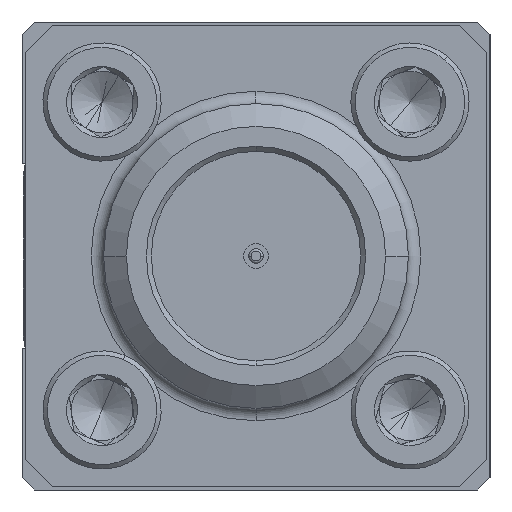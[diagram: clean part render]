
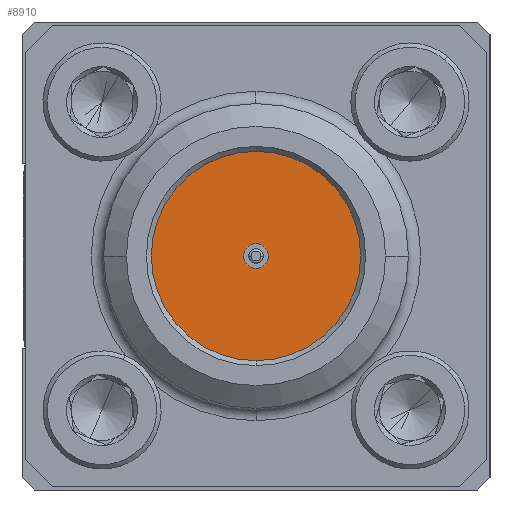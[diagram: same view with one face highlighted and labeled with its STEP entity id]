
A CAD part, left-side view. The second image highlights one B-rep face of the part: STEP entity #8910.
In plain terms, the highlighted planar face has unit normal (-1, 0, 0).
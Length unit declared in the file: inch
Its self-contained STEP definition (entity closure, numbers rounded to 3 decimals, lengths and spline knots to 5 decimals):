
#1125 = DIRECTION ( 'NONE',  ( 0., 0., 1. ) ) ;
#1259 = EDGE_LOOP ( 'NONE', ( #15636, #2298 ) ) ;
#2298 = ORIENTED_EDGE ( 'NONE', *, *, #21843, .T. ) ;
#2872 = EDGE_CURVE ( 'NONE', #18827, #22974, #17129, .T. ) ;
#3101 = FACE_OUTER_BOUND ( 'NONE', #1259, .T. ) ;
#6067 = VERTEX_POINT ( 'NONE', #32818 ) ;
#7524 = DIRECTION ( 'NONE',  ( -1., 0., 0. ) ) ;
#8910 = ADVANCED_FACE ( 'NONE', ( #34669, #3101 ), #36259, .T. ) ;
#10286 = DIRECTION ( 'NONE',  ( -1., 0., 0. ) ) ;
#10673 = DIRECTION ( 'NONE',  ( -1., 0., 0. ) ) ;
#14986 = AXIS2_PLACEMENT_3D ( 'NONE', #32794, #21296, #32930 ) ;
#15080 = AXIS2_PLACEMENT_3D ( 'NONE', #35296, #29651, #26592 ) ;
#15636 = ORIENTED_EDGE ( 'NONE', *, *, #21997, .T. ) ;
#15711 = CIRCLE ( 'NONE', #14986, 0.085 ) ;
#15922 = CARTESIAN_POINT ( 'NONE',  ( -0.36541, 0.08795, 0.30693 ) ) ;
#17129 = CIRCLE ( 'NONE', #15080, 0.01 ) ;
#18827 = VERTEX_POINT ( 'NONE', #33233 ) ;
#19688 = DIRECTION ( 'NONE',  ( 0., 0., 1. ) ) ;
#20919 = VERTEX_POINT ( 'NONE', #28285 ) ;
#21296 = DIRECTION ( 'NONE',  ( -1., 0., 0. ) ) ;
#21609 = CARTESIAN_POINT ( 'NONE',  ( -0.36541, 0.17295, 0.29693 ) ) ;
#21843 = EDGE_CURVE ( 'NONE', #6067, #20919, #15711, .T. ) ;
#21997 = EDGE_CURVE ( 'NONE', #20919, #6067, #25783, .T. ) ;
#22974 = VERTEX_POINT ( 'NONE', #21609 ) ;
#23168 = EDGE_CURVE ( 'NONE', #22974, #18827, #23254, .T. ) ;
#23254 = CIRCLE ( 'NONE', #35901, 0.01 ) ;
#25072 = CARTESIAN_POINT ( 'NONE',  ( -0.36541, 0.17295, 0.30693 ) ) ;
#25273 = CARTESIAN_POINT ( 'NONE',  ( -0.36541, 0.17295, 0.30693 ) ) ;
#25481 = EDGE_LOOP ( 'NONE', ( #33778, #29798 ) ) ;
#25783 = CIRCLE ( 'NONE', #27038, 0.085 ) ;
#26592 = DIRECTION ( 'NONE',  ( 0., 0., 1. ) ) ;
#27038 = AXIS2_PLACEMENT_3D ( 'NONE', #25273, #10673, #34074 ) ;
#28085 = AXIS2_PLACEMENT_3D ( 'NONE', #15922, #10286, #1125 ) ;
#28285 = CARTESIAN_POINT ( 'NONE',  ( -0.36541, 0.17295, 0.39193 ) ) ;
#29651 = DIRECTION ( 'NONE',  ( -1., 0., 0. ) ) ;
#29798 = ORIENTED_EDGE ( 'NONE', *, *, #2872, .F. ) ;
#32794 = CARTESIAN_POINT ( 'NONE',  ( -0.36541, 0.17295, 0.30693 ) ) ;
#32818 = CARTESIAN_POINT ( 'NONE',  ( -0.36541, 0.17295, 0.22193 ) ) ;
#32930 = DIRECTION ( 'NONE',  ( 0., 0., 1. ) ) ;
#33233 = CARTESIAN_POINT ( 'NONE',  ( -0.36541, 0.17295, 0.31693 ) ) ;
#33778 = ORIENTED_EDGE ( 'NONE', *, *, #23168, .F. ) ;
#34074 = DIRECTION ( 'NONE',  ( 0., 0., 1. ) ) ;
#34669 = FACE_BOUND ( 'NONE', #25481, .T. ) ;
#35296 = CARTESIAN_POINT ( 'NONE',  ( -0.36541, 0.17295, 0.30693 ) ) ;
#35901 = AXIS2_PLACEMENT_3D ( 'NONE', #25072, #7524, #19688 ) ;
#36259 = PLANE ( 'NONE',  #28085 ) ;
